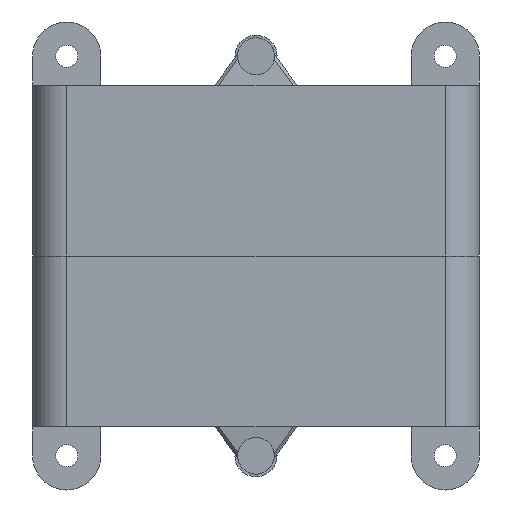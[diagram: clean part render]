
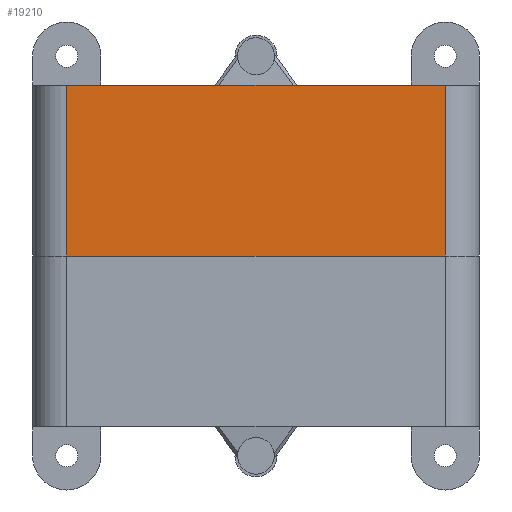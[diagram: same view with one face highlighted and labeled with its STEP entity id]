
A CAD part, front view. The second image highlights one B-rep face of the part: STEP entity #19210.
In plain terms, the highlighted planar face has unit normal (0, -1, 0).
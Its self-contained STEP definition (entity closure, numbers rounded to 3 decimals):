
#1676=FACE_OUTER_BOUND('',#2786,.T.);
#2786=EDGE_LOOP('',(#13078,#13079,#13080,#13081));
#4107=LINE('',#27404,#6105);
#4108=LINE('',#27406,#6106);
#4109=LINE('',#27408,#6107);
#4110=LINE('',#27409,#6108);
#6105=VECTOR('',#21860,72.);
#6106=VECTOR('',#21861,32.5);
#6107=VECTOR('',#21862,72.);
#6108=VECTOR('',#21863,32.5);
#8168=VERTEX_POINT('',#27402);
#8169=VERTEX_POINT('',#27403);
#8170=VERTEX_POINT('',#27405);
#8171=VERTEX_POINT('',#27407);
#10110=EDGE_CURVE('',#8168,#8169,#4107,.T.);
#10111=EDGE_CURVE('',#8169,#8170,#4108,.F.);
#10112=EDGE_CURVE('',#8171,#8170,#4109,.T.);
#10113=EDGE_CURVE('',#8171,#8168,#4110,.T.);
#13078=ORIENTED_EDGE('',*,*,#10110,.T.);
#13079=ORIENTED_EDGE('',*,*,#10111,.T.);
#13080=ORIENTED_EDGE('',*,*,#10112,.F.);
#13081=ORIENTED_EDGE('',*,*,#10113,.T.);
#18544=PLANE('',#20514);
#19210=ADVANCED_FACE('',(#1676),#18544,.F.);
#20514=AXIS2_PLACEMENT_3D('',#27401,#21858,#21859);
#21858=DIRECTION('center_axis',(0.,1.,0.));
#21859=DIRECTION('ref_axis',(0.,0.,1.));
#21860=DIRECTION('',(1.,0.,0.));
#21861=DIRECTION('',(0.,0.,-1.));
#21862=DIRECTION('',(1.,0.,0.));
#21863=DIRECTION('',(0.,0.,-1.));
#27401=CARTESIAN_POINT('Origin',(42.5,0.,32.5));
#27402=CARTESIAN_POINT('',(-36.,0.,0.));
#27403=CARTESIAN_POINT('',(36.,0.,0.));
#27404=CARTESIAN_POINT('',(-36.,0.,0.));
#27405=CARTESIAN_POINT('',(36.,0.,32.5));
#27406=CARTESIAN_POINT('',(36.,0.,32.5));
#27407=CARTESIAN_POINT('',(-36.,0.,32.5));
#27408=CARTESIAN_POINT('',(-36.,0.,32.5));
#27409=CARTESIAN_POINT('',(-36.,0.,32.5));
